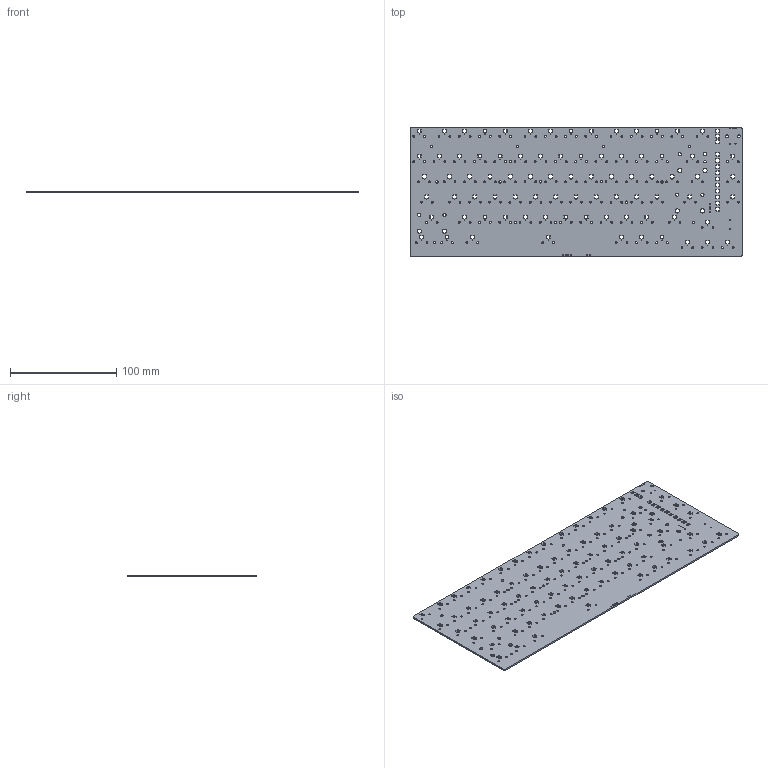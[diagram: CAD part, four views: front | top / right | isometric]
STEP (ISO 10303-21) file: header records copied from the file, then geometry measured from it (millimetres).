
FILE_DESCRIPTION(('KiCad electronic assembly'),'2;1');
FILE_NAME('SHEGO75_outline.step','2025-10-15T14:26:51',('Pcbnew'),( 'Kicad'),'Open CASCADE STEP processor 7.9','KiCad to STEP converter' ,'Unknown');
FILE_SCHEMA(('AUTOMOTIVE_DESIGN { 1 0 10303 214 1 1 1 1 }'));
Length unit declared in the file: millimetre
Products named in the file (2): SHEGO75_outline 1; SHEGO75-V2.2_PCB
Assembly tree (1 placements, depth 2):
  SHEGO75_outline 1
    SHEGO75-V2.2_PCB
Bounding box: 312.54 x 122.34 x 1.51 mm (x, y, z)
Volume: 55353.3 mm3; surface area: 78370.9 mm2
Topology: 1 solids, 1 shells, 1804 faces, 5406 edges, 3604 vertices
Faces by surface type: cylinder 1422, plane 382
Full cylindrical faces by diameter (mm): 0.3 x81, 1 x17, 1.7 x162, 2.2 x16, 2.6 x2, 3.048 x6, 3.988 x6
Entity records: 63907 total; most frequent: DIRECTION 11862, CARTESIAN_POINT 10816, ORIENTED_EDGE 10812, EDGE_CURVE 5406, AXIS2_PLACEMENT_3D 4650, VERTEX_POINT 3604, CIRCLE 2844, FACE_BOUND 2572
